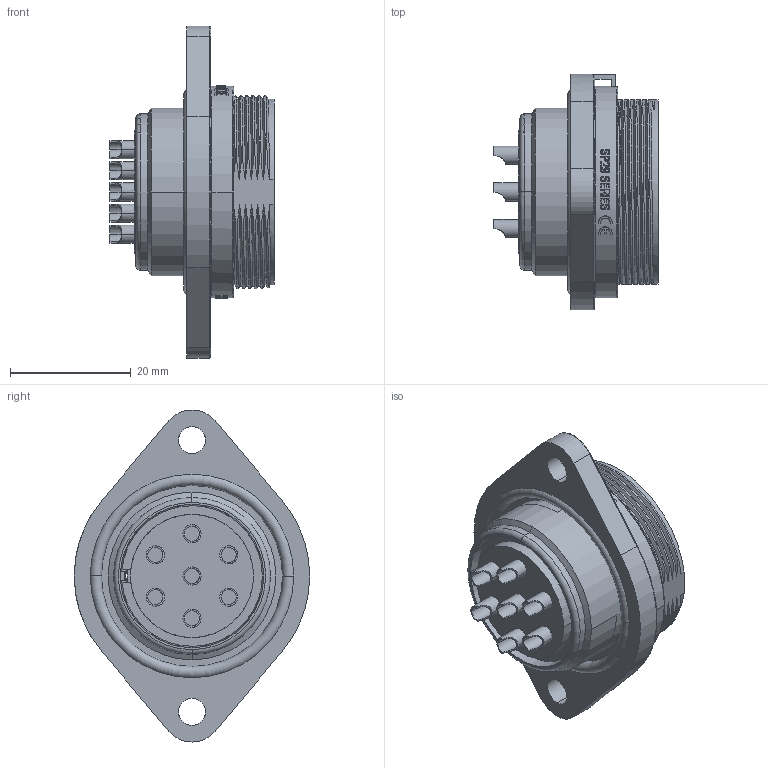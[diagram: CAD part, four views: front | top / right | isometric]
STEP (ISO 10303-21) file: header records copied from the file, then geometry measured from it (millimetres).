
FILE_DESCRIPTION((''),'2;1');
FILE_NAME('SP2313-P26','2019-12-03T',('Administrator'),(''),'CREO PARAMETRIC BY PTC INC, 2016130','CREO PARAMETRIC BY PTC INC, 2016130','');
FILE_SCHEMA(('CONFIG_CONTROL_DESIGN'));
Length unit declared in the file: millimetre
Products named in the file (1): SP2313-P26
Bounding box: 27.19 x 39 x 55 mm (x, y, z)
Volume: 12730.2 mm3; surface area: 9846.3 mm2
Topology: 1 solids, 1 shells, 514 faces, 1442 edges, 956 vertices
Faces by surface type: bspline 188, plane 161, cylinder 117, torus 17, sphere 14, extrusion 10, cone 7
Entity records: 26046 total; most frequent: CARTESIAN_POINT 13917, ORIENTED_EDGE 2856, DIRECTION 1974, EDGE_CURVE 1428, VERTEX_POINT 956, AXIS2_PLACEMENT_3D 695, VECTOR 584, LINE 574
